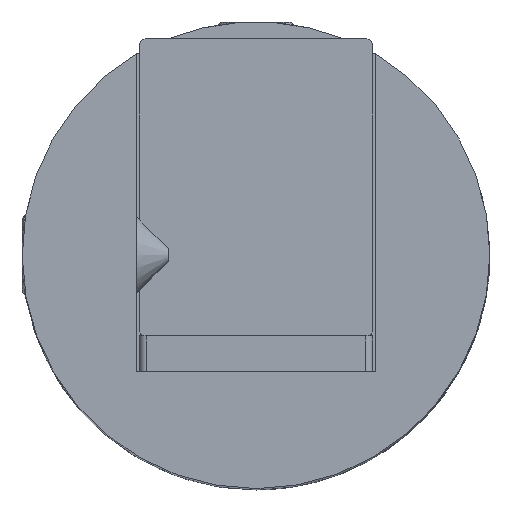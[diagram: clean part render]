
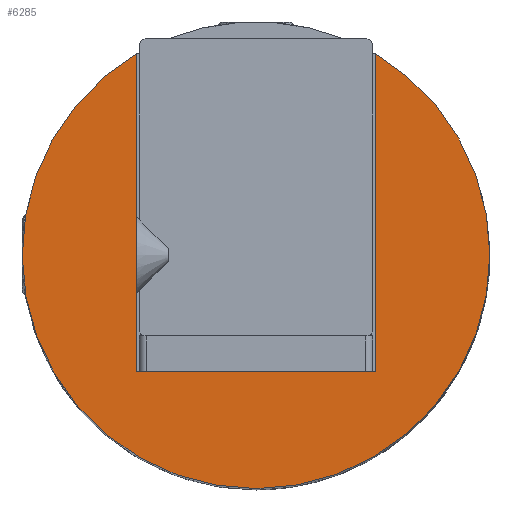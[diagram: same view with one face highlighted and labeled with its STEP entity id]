
A CAD part, top view. The second image highlights one B-rep face of the part: STEP entity #6285.
In plain terms, the highlighted planar face has unit normal (0, 0, 1).
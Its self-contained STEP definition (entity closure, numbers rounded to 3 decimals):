
#695 = DIRECTION ( 'NONE',  ( 0., 0., 1. ) ) ;
#1537 = CARTESIAN_POINT ( 'NONE',  ( 8.15, 13.769, 0. ) ) ;
#1727 = CARTESIAN_POINT ( 'NONE',  ( 8.15, 0., 0. ) ) ;
#2017 = CARTESIAN_POINT ( 'NONE',  ( 0., 0., 0. ) ) ;
#2333 = CARTESIAN_POINT ( 'NONE',  ( -8.15, 13.769, 0. ) ) ;
#2506 = VERTEX_POINT ( 'NONE', #7262 ) ;
#3997 = EDGE_CURVE ( 'NONE', #2506, #9903, #20227, .T. ) ;
#4864 = VERTEX_POINT ( 'NONE', #2333 ) ;
#5568 = CARTESIAN_POINT ( 'NONE',  ( 0., 0., 0. ) ) ;
#6285 = ADVANCED_FACE ( 'NONE', ( #17752 ), #10329, .T. ) ;
#7074 = DIRECTION ( 'NONE',  ( 1., 0., 0. ) ) ;
#7246 = EDGE_CURVE ( 'NONE', #9903, #14005, #7384, .T. ) ;
#7262 = CARTESIAN_POINT ( 'NONE',  ( -8.15, -8., 0. ) ) ;
#7307 = CARTESIAN_POINT ( 'NONE',  ( 0., -8., 0. ) ) ;
#7384 = LINE ( 'NONE', #1727, #18776 ) ;
#8623 = CARTESIAN_POINT ( 'NONE',  ( 8.15, -8., 0. ) ) ;
#8830 = CARTESIAN_POINT ( 'NONE',  ( -8.15, 0., 0. ) ) ;
#8860 = LINE ( 'NONE', #8830, #17635 ) ;
#9903 = VERTEX_POINT ( 'NONE', #8623 ) ;
#10329 = PLANE ( 'NONE',  #16306 ) ;
#10637 = AXIS2_PLACEMENT_3D ( 'NONE', #2017, #13387, #13596 ) ;
#10809 = EDGE_LOOP ( 'NONE', ( #19324, #18067, #14708, #16790 ) ) ;
#13387 = DIRECTION ( 'NONE',  ( 0., 0., 1. ) ) ;
#13596 = DIRECTION ( 'NONE',  ( 1., 0., 0. ) ) ;
#14005 = VERTEX_POINT ( 'NONE', #1537 ) ;
#14708 = ORIENTED_EDGE ( 'NONE', *, *, #7246, .F. ) ;
#15593 = CIRCLE ( 'NONE', #10637, 16. ) ;
#15841 = VECTOR ( 'NONE', #20542, 1000. ) ;
#16306 = AXIS2_PLACEMENT_3D ( 'NONE', #5568, #695, #7074 ) ;
#16790 = ORIENTED_EDGE ( 'NONE', *, *, #3997, .F. ) ;
#17635 = VECTOR ( 'NONE', #20078, 1000. ) ;
#17662 = EDGE_CURVE ( 'NONE', #4864, #14005, #15593, .T. ) ;
#17752 = FACE_OUTER_BOUND ( 'NONE', #10809, .T. ) ;
#18067 = ORIENTED_EDGE ( 'NONE', *, *, #17662, .T. ) ;
#18264 = EDGE_CURVE ( 'NONE', #4864, #2506, #8860, .T. ) ;
#18375 = DIRECTION ( 'NONE',  ( 0., 1., 0. ) ) ;
#18776 = VECTOR ( 'NONE', #18375, 1000. ) ;
#19324 = ORIENTED_EDGE ( 'NONE', *, *, #18264, .F. ) ;
#20078 = DIRECTION ( 'NONE',  ( 0., -1., 0. ) ) ;
#20227 = LINE ( 'NONE', #7307, #15841 ) ;
#20542 = DIRECTION ( 'NONE',  ( 1., 0., 0. ) ) ;
